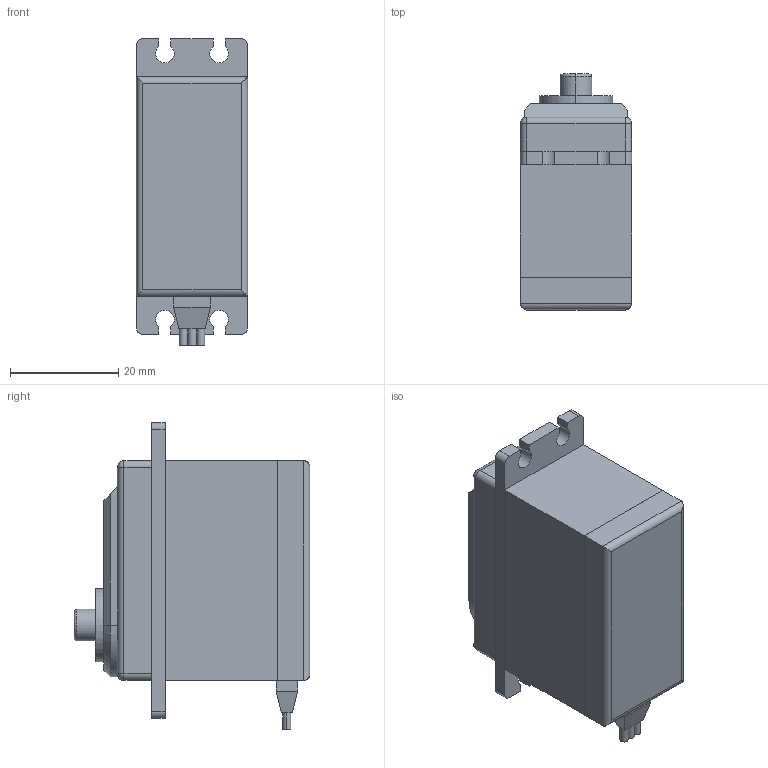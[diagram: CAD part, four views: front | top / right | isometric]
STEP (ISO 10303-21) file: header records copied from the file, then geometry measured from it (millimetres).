
FILE_DESCRIPTION (( 'STEP AP214' ), '1' );
FILE_NAME ('LF20MG.STEP', '2021-06-18T15:26:35', ( '' ), ( '' ), 'SwSTEP 2.0', 'SolidWorks 2020', '' );
FILE_SCHEMA (( 'AUTOMOTIVE_DESIGN' ));
Length unit declared in the file: millimetre
Products named in the file (1): LF20MG
Bounding box: 20.52 x 43.5 x 56.5 mm (x, y, z)
Volume: 31860 mm3; surface area: 6935.4 mm2
Topology: 1 solids, 1 shells, 108 faces, 267 edges, 166 vertices
Faces by surface type: plane 61, cylinder 38, sphere 4, torus 2, cone 2, bspline 1
Entity records: 4235 total; most frequent: CARTESIAN_POINT 604, DIRECTION 547, ORIENTED_EDGE 526, EDGE_CURVE 263, AXIS2_PLACEMENT_3D 185, VECTOR 177, LINE 177, VERTEX_POINT 166
